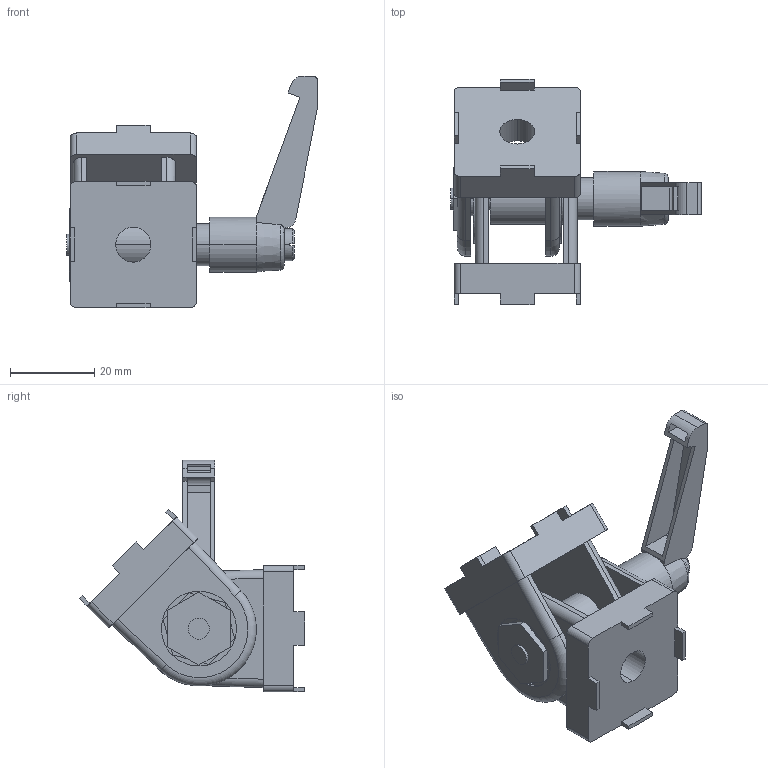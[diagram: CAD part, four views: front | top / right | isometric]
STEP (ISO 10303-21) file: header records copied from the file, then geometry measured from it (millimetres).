
FILE_DESCRIPTION((''),'2;1');
FILE_NAME('11124_ZGLOB_AL_30X30_ROC_ASM','2022-09-16T13:46:28',('PredragRovcanin'),('Audax d.o.o.'),'CREO PARAMETRIC BY PTC INC, 2020281','CREO PARAMETRIC BY PTC INC, 2020281','');
FILE_SCHEMA(('AUTOMOTIVE_DESIGN { 1 0 10303 214 1 1 1 1 }'));
Length unit declared in the file: millimetre
Products named in the file (7): 11124_ZGLOB_AL_30X30_ROC_A; 11124_ZGLOB_AL_30X30_ROC_B; 11124_ZGLOB_AL_30X30_ROC_D; 11124_ZGLOB_AL_30X30_ROC_C; 11124_ZGLOB_AL_30X30_ROC_E; 11124_ZGLOB_AL_30X30_ROC_F; 11124_ZGLOB_AL_30X30_ROC_ASM
Assembly tree (8 placements, depth 2):
  11124_ZGLOB_AL_30X30_ROC_ASM
    11124_ZGLOB_AL_30X30_ROC_A  x2
    11124_ZGLOB_AL_30X30_ROC_B  x2
    11124_ZGLOB_AL_30X30_ROC_D
    11124_ZGLOB_AL_30X30_ROC_C
    11124_ZGLOB_AL_30X30_ROC_E
    11124_ZGLOB_AL_30X30_ROC_F
Bounding box: 59.5 x 53.45 x 55 mm (x, y, z)
Volume: 26454.6 mm3; surface area: 18289.1 mm2
Topology: 8 solids, 9 shells, 221 faces, 575 edges, 411 vertices
Faces by surface type: plane 130, cylinder 83, torus 5, cone 3
Entity records: 8267 total; most frequent: CARTESIAN_POINT 942, DIRECTION 900, ORIENTED_EDGE 758, PRESENTATION_STYLE_ASSIGNMENT 478, STYLED_ITEM 478, CURVE_STYLE 410, EDGE_CURVE 381, COLOUR_RGB 333
